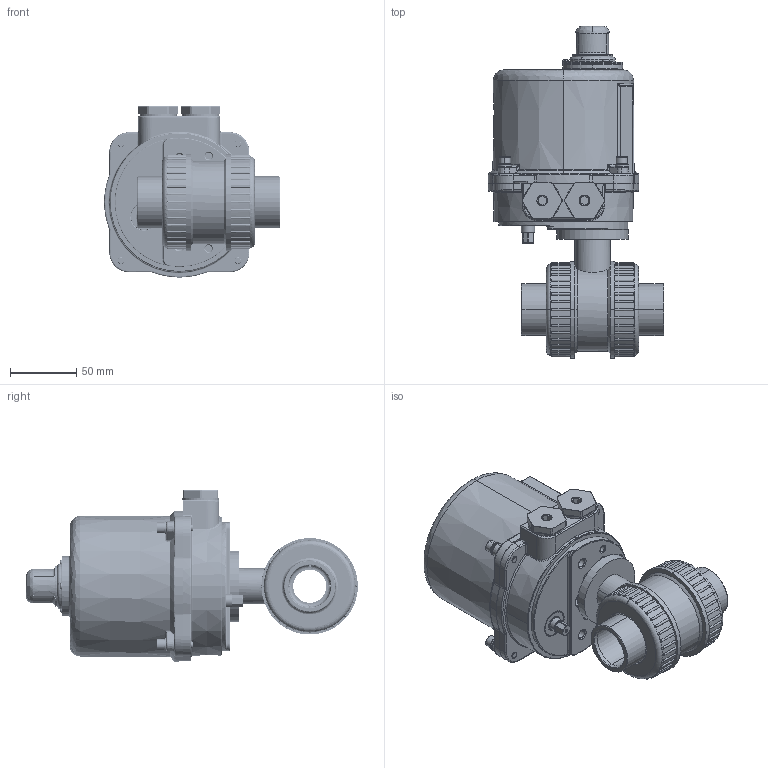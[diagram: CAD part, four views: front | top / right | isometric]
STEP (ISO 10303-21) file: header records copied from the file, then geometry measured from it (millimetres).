
FILE_DESCRIPTION (( 'STEP AP214' ), '1' );
FILE_NAME ('VDL 6.14.032.STEP', '2018-04-16T13:01:37', ( '' ), ( '' ), 'SwSTEP 2.0', 'SolidWorks 2014', '' );
FILE_SCHEMA (( 'AUTOMOTIVE_DESIGN' ));
Length unit declared in the file: millimetre
Products named in the file (18): 6_14_032; VDL 6.14.032; OM1 (dimension); OMA157 (扒孕D動齒輪); TC 10-20-5(油封); KC 23-28-5(油封); OMA151 (出力軸); GOMS03 (防水塞橡膠華司)_2; GOMS02 (¨¾¤ô¶ë ¥¤À)_2; OM1比例式貼紙; M3x0.5x4L (丸頭十字螺絲)_1; OM1A92(開度指示); OM1A91(油鏡保驍); OM1A90(油鏡視窗); OM1A72(油鏡固定座); 固定螺絲); -無字); OMA150A (本體座-PS)
Assembly tree (24 placements, depth 3):
  VDL 6.14.032
    6_14_032
    OM1 (dimension)
      OMA150A (本體座-PS)
      -無字)
      固定螺絲)  x4
      OM1A72(油鏡固定座)
      OM1A90(油鏡視窗)
      OM1A91(油鏡保驍)
      OM1A92(開度指示)
      M3x0.5x4L (丸頭十字螺絲)_1  x3
      OM1比例式貼紙
      GOMS02 (¨¾¤ô¶ë ¥¤À)_2  x2
      GOMS03 (防水塞橡膠華司)_2  x2
      OMA151 (出力軸)
      KC 23-28-5(油封)
      TC 10-20-5(油封)
      OMA157 (扒孕D動齒輪)
Bounding box: 133.1 x 251.1 x 129.44 mm (x, y, z)
Volume: 545063.2 mm3; surface area: 224415.9 mm2
Topology: 22 solids, 25 shells, 4362 faces, 11571 edges, 7393 vertices
Faces by surface type: plane 1633, bspline 1208, cylinder 940, cone 359, torus 148, sphere 74
Entity records: 191396 total; most frequent: CARTESIAN_POINT 90020, ORIENTED_EDGE 21270, DIRECTION 14997, EDGE_CURVE 10637, VERTEX_POINT 6855, AXIS2_PLACEMENT_3D 5011, VECTOR 4975, LINE 4975
